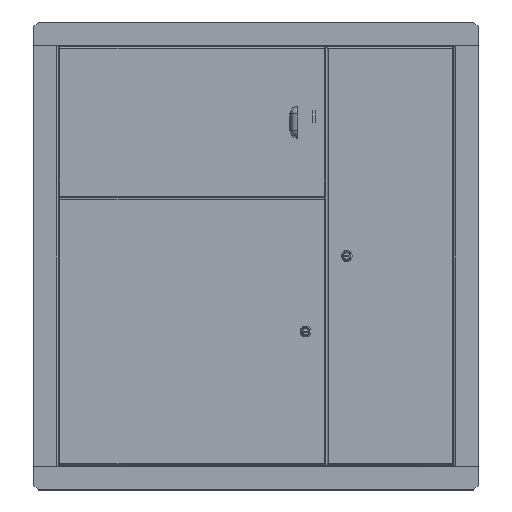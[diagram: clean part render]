
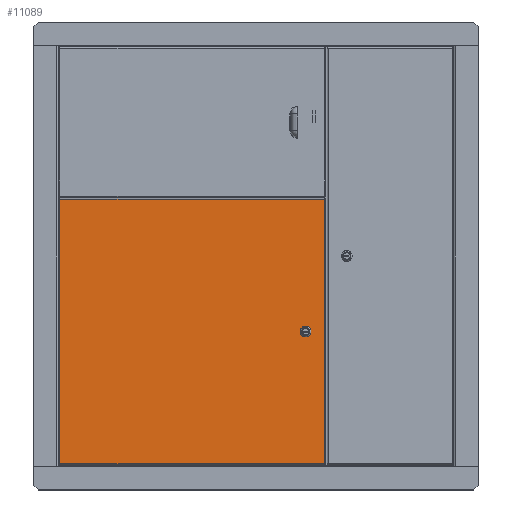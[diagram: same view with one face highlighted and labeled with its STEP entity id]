
A CAD part, top view. The second image highlights one B-rep face of the part: STEP entity #11089.
In plain terms, the highlighted planar face has unit normal (0, 0, 1).
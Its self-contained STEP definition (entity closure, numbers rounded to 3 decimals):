
#1076 = AXIS2_PLACEMENT_3D ( 'NONE', #45698, #44709, #14608 ) ;
#1286 = EDGE_LOOP ( 'NONE', ( #48149, #11591, #44903, #43073 ) ) ;
#2271 = CIRCLE ( 'NONE', #31933, 9.25 ) ;
#2821 = PLANE ( 'NONE',  #1076 ) ;
#3698 = DIRECTION ( 'NONE',  ( 0., 0., 1. ) ) ;
#4029 = VECTOR ( 'NONE', #38978, 1000. ) ;
#5504 = AXIS2_PLACEMENT_3D ( 'NONE', #40954, #45458, #25182 ) ;
#6394 = ORIENTED_EDGE ( 'NONE', *, *, #36759, .T. ) ;
#6673 = VERTEX_POINT ( 'NONE', #48158 ) ;
#7124 = CIRCLE ( 'NONE', #5504, 9.25 ) ;
#7306 = CARTESIAN_POINT ( 'NONE',  ( 535.5, -288.149, 0. ) ) ;
#8382 = CARTESIAN_POINT ( 'NONE',  ( 2., -2., 0. ) ) ;
#9660 = EDGE_CURVE ( 'NONE', #28188, #42318, #20895, .T. ) ;
#10263 = CARTESIAN_POINT ( 'NONE',  ( 518.5, -280.851, 0. ) ) ;
#10910 = LINE ( 'NONE', #19193, #14407 ) ;
#11089 = ADVANCED_FACE ( 'NONE', ( #33688, #48953 ), #2821, .T. ) ;
#11591 = ORIENTED_EDGE ( 'NONE', *, *, #23622, .F. ) ;
#12621 = EDGE_LOOP ( 'NONE', ( #13523, #6394, #42923, #36791 ) ) ;
#13092 = DIRECTION ( 'NONE',  ( -1., 0., 0. ) ) ;
#13523 = ORIENTED_EDGE ( 'NONE', *, *, #38583, .T. ) ;
#14407 = VECTOR ( 'NONE', #15671, 1000. ) ;
#14608 = DIRECTION ( 'NONE',  ( 1., 0., 0. ) ) ;
#15391 = VECTOR ( 'NONE', #24594, 1000. ) ;
#15483 = DIRECTION ( 'NONE',  ( 1., 0., 0. ) ) ;
#15671 = DIRECTION ( 'NONE',  ( 0., 1., 0. ) ) ;
#15970 = CARTESIAN_POINT ( 'NONE',  ( 527., -284.5, 0. ) ) ;
#17196 = CARTESIAN_POINT ( 'NONE',  ( 2., -567., 0. ) ) ;
#17515 = VERTEX_POINT ( 'NONE', #18855 ) ;
#18175 = VERTEX_POINT ( 'NONE', #23320 ) ;
#18200 = VERTEX_POINT ( 'NONE', #46123 ) ;
#18855 = CARTESIAN_POINT ( 'NONE',  ( 535.5, -280.851, 0. ) ) ;
#19193 = CARTESIAN_POINT ( 'NONE',  ( 567., -569., 0. ) ) ;
#19664 = LINE ( 'NONE', #8382, #4029 ) ;
#19850 = EDGE_CURVE ( 'NONE', #6673, #43288, #2271, .T. ) ;
#20249 = CARTESIAN_POINT ( 'NONE',  ( 567., -567., 0. ) ) ;
#20394 = CARTESIAN_POINT ( 'NONE',  ( 0., -567., 0. ) ) ;
#20895 = LINE ( 'NONE', #20394, #25351 ) ;
#21145 = DIRECTION ( 'NONE',  ( 1., 0., 0. ) ) ;
#23320 = CARTESIAN_POINT ( 'NONE',  ( 2., -2., 0. ) ) ;
#23622 = EDGE_CURVE ( 'NONE', #18200, #6673, #47889, .T. ) ;
#24594 = DIRECTION ( 'NONE',  ( 0., -1., 0. ) ) ;
#25182 = DIRECTION ( 'NONE',  ( 1., 0., 0. ) ) ;
#25351 = VECTOR ( 'NONE', #21145, 1000. ) ;
#28188 = VERTEX_POINT ( 'NONE', #17196 ) ;
#29731 = EDGE_CURVE ( 'NONE', #43288, #17515, #34999, .T. ) ;
#30021 = CARTESIAN_POINT ( 'NONE',  ( 535.5, -280.851, 0. ) ) ;
#30133 = VERTEX_POINT ( 'NONE', #43129 ) ;
#31933 = AXIS2_PLACEMENT_3D ( 'NONE', #15970, #3698, #15483 ) ;
#33688 = FACE_BOUND ( 'NONE', #1286, .T. ) ;
#34999 = LINE ( 'NONE', #30021, #35789 ) ;
#35789 = VECTOR ( 'NONE', #45287, 1000. ) ;
#36759 = EDGE_CURVE ( 'NONE', #18175, #28188, #19664, .T. ) ;
#36791 = ORIENTED_EDGE ( 'NONE', *, *, #49352, .T. ) ;
#38583 = EDGE_CURVE ( 'NONE', #30133, #18175, #39924, .T. ) ;
#38978 = DIRECTION ( 'NONE',  ( 0., -1., 0. ) ) ;
#39924 = LINE ( 'NONE', #40669, #44189 ) ;
#40669 = CARTESIAN_POINT ( 'NONE',  ( 569., -2., 0. ) ) ;
#40954 = CARTESIAN_POINT ( 'NONE',  ( 527., -284.5, 0. ) ) ;
#42318 = VERTEX_POINT ( 'NONE', #20249 ) ;
#42923 = ORIENTED_EDGE ( 'NONE', *, *, #9660, .T. ) ;
#43073 = ORIENTED_EDGE ( 'NONE', *, *, #29731, .F. ) ;
#43129 = CARTESIAN_POINT ( 'NONE',  ( 567., -2., 0. ) ) ;
#43288 = VERTEX_POINT ( 'NONE', #7306 ) ;
#44189 = VECTOR ( 'NONE', #13092, 1000. ) ;
#44709 = DIRECTION ( 'NONE',  ( 0., 0., 1. ) ) ;
#44903 = ORIENTED_EDGE ( 'NONE', *, *, #46460, .F. ) ;
#45287 = DIRECTION ( 'NONE',  ( 0., 1., 0. ) ) ;
#45458 = DIRECTION ( 'NONE',  ( 0., 0., 1. ) ) ;
#45698 = CARTESIAN_POINT ( 'NONE',  ( 0., 0., 0. ) ) ;
#46123 = CARTESIAN_POINT ( 'NONE',  ( 518.5, -280.851, 0. ) ) ;
#46460 = EDGE_CURVE ( 'NONE', #17515, #18200, #7124, .T. ) ;
#47889 = LINE ( 'NONE', #10263, #15391 ) ;
#48149 = ORIENTED_EDGE ( 'NONE', *, *, #19850, .F. ) ;
#48158 = CARTESIAN_POINT ( 'NONE',  ( 518.5, -288.149, 0. ) ) ;
#48953 = FACE_OUTER_BOUND ( 'NONE', #12621, .T. ) ;
#49352 = EDGE_CURVE ( 'NONE', #42318, #30133, #10910, .T. ) ;
